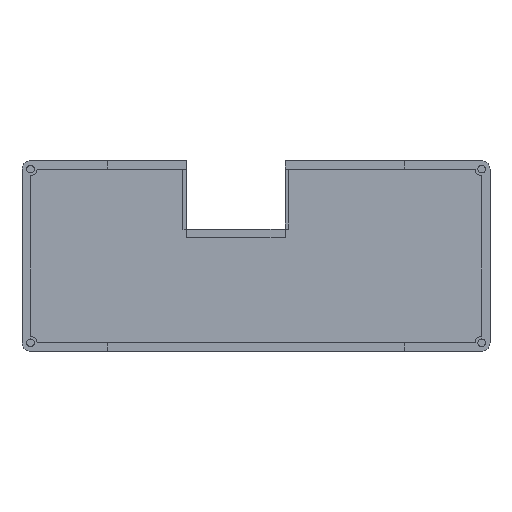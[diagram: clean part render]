
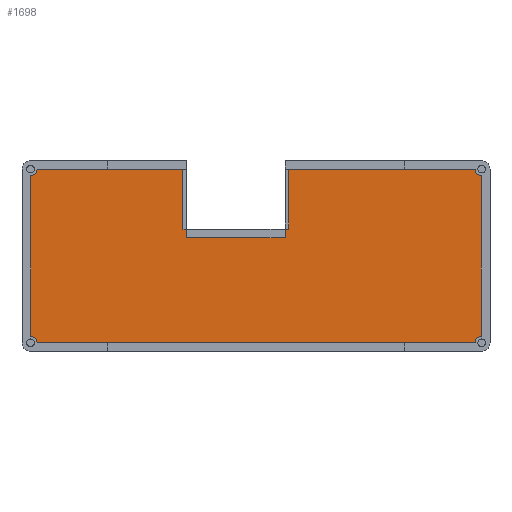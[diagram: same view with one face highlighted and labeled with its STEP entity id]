
A CAD part, top view. The second image highlights one B-rep face of the part: STEP entity #1698.
In plain terms, the highlighted planar face has unit normal (0, 0, 1).
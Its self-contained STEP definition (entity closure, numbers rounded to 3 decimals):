
#91=CIRCLE('',#1810,3.825);
#92=CIRCLE('',#1811,3.825);
#93=CIRCLE('',#1812,3.825);
#94=CIRCLE('',#1813,3.825);
#146=FACE_OUTER_BOUND('',#243,.T.);
#243=EDGE_LOOP('',(#1180,#1181,#1182,#1183,#1184,#1185,#1186,#1187,#1188,
#1189,#1190,#1191,#1192,#1193,#1194,#1195));
#357=LINE('',#2424,#546);
#361=LINE('',#2432,#550);
#366=LINE('',#2443,#555);
#370=LINE('',#2451,#559);
#375=LINE('',#2461,#564);
#381=LINE('',#2489,#570);
#382=LINE('',#2493,#571);
#383=LINE('',#2497,#572);
#384=LINE('',#2501,#573);
#385=LINE('',#2504,#574);
#386=LINE('',#2506,#575);
#387=LINE('',#2507,#576);
#546=VECTOR('',#1943,10.);
#550=VECTOR('',#1949,10.);
#555=VECTOR('',#1958,10.);
#559=VECTOR('',#1964,10.);
#564=VECTOR('',#1973,10.);
#570=VECTOR('',#1997,10.);
#571=VECTOR('',#2000,10.);
#572=VECTOR('',#2003,10.);
#573=VECTOR('',#2006,10.);
#574=VECTOR('',#2009,10.);
#575=VECTOR('',#2010,10.);
#576=VECTOR('',#2011,10.);
#735=VERTEX_POINT('',#2422);
#736=VERTEX_POINT('',#2423);
#739=VERTEX_POINT('',#2431);
#742=VERTEX_POINT('',#2441);
#743=VERTEX_POINT('',#2442);
#746=VERTEX_POINT('',#2450);
#749=VERTEX_POINT('',#2460);
#762=VERTEX_POINT('',#2488);
#763=VERTEX_POINT('',#2490);
#764=VERTEX_POINT('',#2492);
#765=VERTEX_POINT('',#2494);
#766=VERTEX_POINT('',#2496);
#767=VERTEX_POINT('',#2498);
#768=VERTEX_POINT('',#2500);
#769=VERTEX_POINT('',#2503);
#770=VERTEX_POINT('',#2505);
#895=EDGE_CURVE('',#735,#736,#357,.T.);
#899=EDGE_CURVE('',#736,#739,#361,.T.);
#904=EDGE_CURVE('',#742,#743,#366,.T.);
#908=EDGE_CURVE('',#743,#746,#370,.T.);
#913=EDGE_CURVE('',#749,#742,#375,.T.);
#927=EDGE_CURVE('',#739,#762,#381,.T.);
#928=EDGE_CURVE('',#762,#763,#91,.T.);
#929=EDGE_CURVE('',#763,#764,#382,.T.);
#930=EDGE_CURVE('',#764,#765,#92,.T.);
#931=EDGE_CURVE('',#765,#766,#383,.T.);
#932=EDGE_CURVE('',#766,#767,#93,.T.);
#933=EDGE_CURVE('',#767,#768,#384,.T.);
#934=EDGE_CURVE('',#768,#749,#94,.T.);
#935=EDGE_CURVE('',#746,#769,#385,.T.);
#936=EDGE_CURVE('',#769,#770,#386,.T.);
#937=EDGE_CURVE('',#770,#735,#387,.T.);
#1180=ORIENTED_EDGE('',*,*,#899,.T.);
#1181=ORIENTED_EDGE('',*,*,#927,.T.);
#1182=ORIENTED_EDGE('',*,*,#928,.T.);
#1183=ORIENTED_EDGE('',*,*,#929,.T.);
#1184=ORIENTED_EDGE('',*,*,#930,.T.);
#1185=ORIENTED_EDGE('',*,*,#931,.T.);
#1186=ORIENTED_EDGE('',*,*,#932,.T.);
#1187=ORIENTED_EDGE('',*,*,#933,.T.);
#1188=ORIENTED_EDGE('',*,*,#934,.T.);
#1189=ORIENTED_EDGE('',*,*,#913,.T.);
#1190=ORIENTED_EDGE('',*,*,#904,.T.);
#1191=ORIENTED_EDGE('',*,*,#908,.T.);
#1192=ORIENTED_EDGE('',*,*,#935,.T.);
#1193=ORIENTED_EDGE('',*,*,#936,.T.);
#1194=ORIENTED_EDGE('',*,*,#937,.T.);
#1195=ORIENTED_EDGE('',*,*,#895,.T.);
#1637=PLANE('',#1809);
#1698=ADVANCED_FACE('',(#146),#1637,.T.);
#1809=AXIS2_PLACEMENT_3D('',#2487,#1995,#1996);
#1810=AXIS2_PLACEMENT_3D('',#2491,#1998,#1999);
#1811=AXIS2_PLACEMENT_3D('',#2495,#2001,#2002);
#1812=AXIS2_PLACEMENT_3D('',#2499,#2004,#2005);
#1813=AXIS2_PLACEMENT_3D('',#2502,#2007,#2008);
#1943=DIRECTION('',(-1.,0.,0.));
#1949=DIRECTION('',(0.,1.,0.));
#1958=DIRECTION('',(0.,-1.,0.));
#1964=DIRECTION('',(-1.,0.,0.));
#1973=DIRECTION('',(-1.,0.,0.));
#1995=DIRECTION('center_axis',(0.,0.,1.));
#1996=DIRECTION('ref_axis',(1.,0.,0.));
#1997=DIRECTION('',(-1.,0.,0.));
#1998=DIRECTION('center_axis',(0.,0.,-1.));
#1999=DIRECTION('ref_axis',(1.,0.,0.));
#2000=DIRECTION('',(0.,-1.,0.));
#2001=DIRECTION('center_axis',(0.,0.,-1.));
#2002=DIRECTION('ref_axis',(1.,0.,0.));
#2003=DIRECTION('',(1.,0.,0.));
#2004=DIRECTION('center_axis',(0.,0.,-1.));
#2005=DIRECTION('ref_axis',(1.,0.,0.));
#2006=DIRECTION('',(0.,1.,0.));
#2007=DIRECTION('center_axis',(0.,0.,-1.));
#2008=DIRECTION('ref_axis',(1.,0.,0.));
#2009=DIRECTION('',(0.,-1.,0.));
#2010=DIRECTION('',(-1.,0.,0.));
#2011=DIRECTION('',(0.,1.,0.));
#2422=CARTESIAN_POINT('',(41.55,66.81,-27.));
#2423=CARTESIAN_POINT('',(39.55,66.81,-27.));
#2424=CARTESIAN_POINT('',(61.,66.81,-27.));
#2431=CARTESIAN_POINT('',(39.55,102.,-27.));
#2432=CARTESIAN_POINT('',(39.55,76.5,-27.));
#2441=CARTESIAN_POINT('',(101.55,102.,-27.));
#2442=CARTESIAN_POINT('',(101.55,66.81,-27.));
#2443=CARTESIAN_POINT('',(101.55,58.905,-27.));
#2450=CARTESIAN_POINT('',(99.55,66.81,-27.));
#2451=CARTESIAN_POINT('',(91.,66.81,-27.));
#2460=CARTESIAN_POINT('',(211.175,102.,-27.));
#2461=CARTESIAN_POINT('',(-50.,102.,-27.));
#2487=CARTESIAN_POINT('Origin',(82.45,51.,-27.));
#2488=CARTESIAN_POINT('',(-46.175,102.,-27.));
#2489=CARTESIAN_POINT('',(-50.,102.,-27.));
#2490=CARTESIAN_POINT('',(-50.,98.175,-27.));
#2491=CARTESIAN_POINT('Origin',(-50.,102.,-27.));
#2492=CARTESIAN_POINT('',(-50.,3.825,-27.));
#2493=CARTESIAN_POINT('',(-50.,0.,-27.));
#2494=CARTESIAN_POINT('',(-46.175,0.,-27.));
#2495=CARTESIAN_POINT('Origin',(-50.,0.,-27.));
#2496=CARTESIAN_POINT('',(211.175,0.,-27.));
#2497=CARTESIAN_POINT('',(214.9,0.,-27.));
#2498=CARTESIAN_POINT('',(214.9,3.824,-27.));
#2499=CARTESIAN_POINT('Origin',(215.,0.,-27.));
#2500=CARTESIAN_POINT('',(214.9,98.176,-27.));
#2501=CARTESIAN_POINT('',(214.9,102.,-27.));
#2502=CARTESIAN_POINT('Origin',(215.,102.,-27.));
#2503=CARTESIAN_POINT('',(99.55,61.81,-27.));
#2504=CARTESIAN_POINT('',(99.55,56.405,-27.));
#2505=CARTESIAN_POINT('',(41.55,61.81,-27.));
#2506=CARTESIAN_POINT('',(62.,61.81,-27.));
#2507=CARTESIAN_POINT('',(41.55,58.905,-27.));
